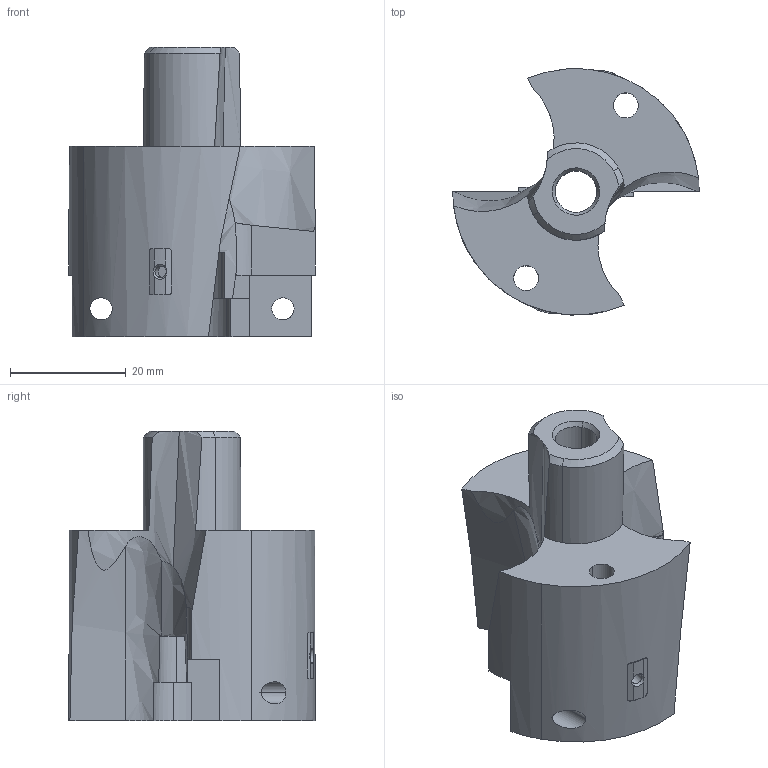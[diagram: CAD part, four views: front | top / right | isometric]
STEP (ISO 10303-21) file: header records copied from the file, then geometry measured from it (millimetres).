
FILE_DESCRIPTION(('CATIA V5 STEP Exchange','CAx-IF Rec.Pracs.--- Model Styling and Organization---1.2---2011-12-15'),'2;1');
FILE_NAME('TNDH 4300-C42-TP.stp','2019-04-04T00:06:57+00:00',('none'),('none'),'CATIA Version 5 Release 21 SP 5 (IN-10)','CATIA V5 STEP AP214','none');
FILE_SCHEMA(('AUTOMOTIVE_DESIGN { 1 0 10303 214 1 1 1 1 }'));
Length unit declared in the file: millimetre
Products named in the file (1): TNDH 4300-C42-TP
Bounding box: 42.5 x 42.47 x 49.92 mm (x, y, z)
Volume: 24509.7 mm3; surface area: 9330.1 mm2
Topology: 1 solids, 1 shells, 110 faces, 303 edges, 197 vertices
Faces by surface type: cylinder 52, plane 36, bspline 12, cone 10
Entity records: 3947 total; most frequent: CARTESIAN_POINT 1515, ORIENTED_EDGE 606, DIRECTION 303, EDGE_CURVE 303, VERTEX_POINT 197, AXIS2_PLACEMENT_3D 137, EDGE_LOOP 122, B_SPLINE_CURVE_WITH_KNOTS 113
